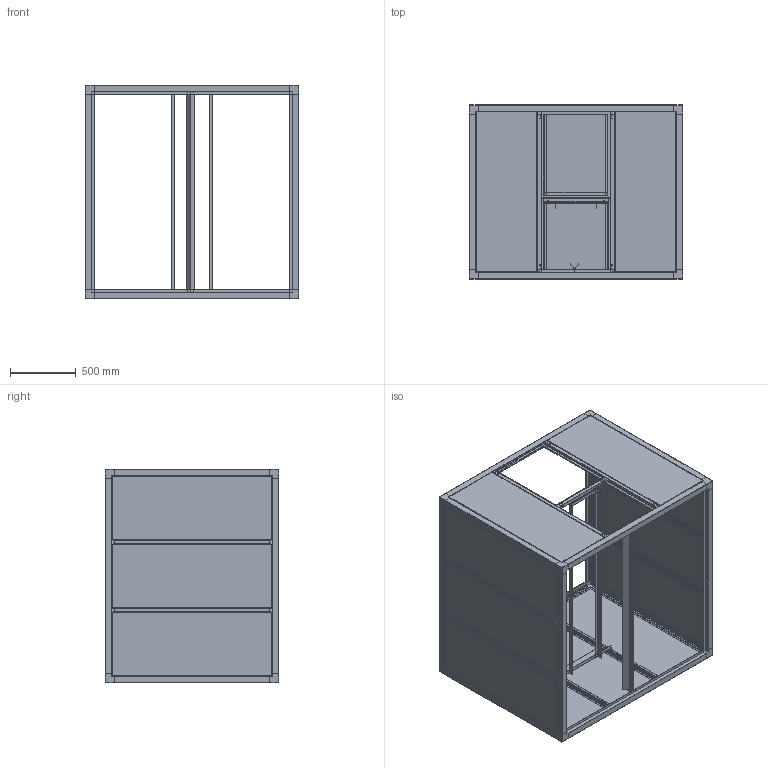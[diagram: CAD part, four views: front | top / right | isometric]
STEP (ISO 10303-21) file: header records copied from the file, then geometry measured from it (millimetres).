
FILE_DESCRIPTION (( 'STEP AP203' ), '1' );
FILE_NAME ('Gr.3_GFB_Gehäuse.STEP', '2020-03-04T13:51:12', ( '' ), ( '' ), 'SwSTEP 2.0', 'SolidWorks 2019', '' );
FILE_SCHEMA (( 'CONFIG_CONTROL_DESIGN' ));
Length unit declared in the file: millimetre
Products named in the file (1): Gr.3_GFB_Gehäuse
Bounding box: 1630 x 1325 x 1631 mm (x, y, z)
Volume: 60702929.4 mm3; surface area: 37616396.6 mm2
Topology: 35 solids, 35 shells, 2766 faces, 6768 edges, 3978 vertices
Faces by surface type: plane 2026, cylinder 504, bspline 116, cone 70, torus 50
Entity records: 83516 total; most frequent: CARTESIAN_POINT 19480, ORIENTED_EDGE 13480, DIRECTION 12813, EDGE_CURVE 6740, VECTOR 5307, LINE 5307, VERTEX_POINT 3978, AXIS2_PLACEMENT_3D 3753
